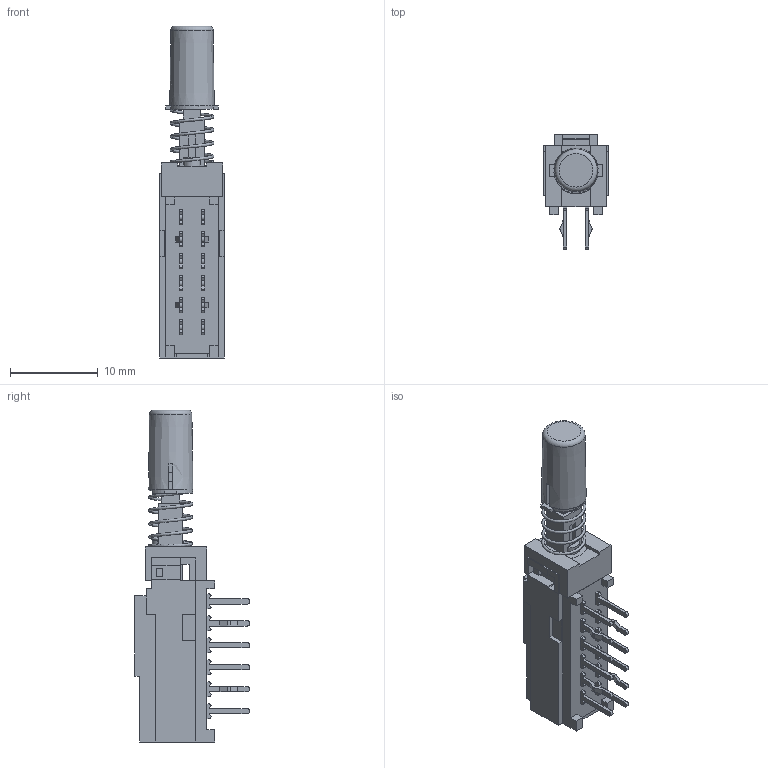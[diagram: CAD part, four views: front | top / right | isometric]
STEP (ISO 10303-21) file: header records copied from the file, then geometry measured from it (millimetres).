
FILE_DESCRIPTION((' '),'2;1');
FILE_NAME('PBH4UxxSNPNAGV1Rxxx.stp','2017-07-25T13:29:59',(' '),(' '),' ','ACIS',' ');
FILE_SCHEMA(('CONFIG_CONTROL_DESIGN'));
Length unit declared in the file: inch
Products named in the file (8): PBH4UxxSNPNAGV1Rxxx.stp; Body1; Body2; Body3; Body4; Body5; Body6; Body7
Assembly tree (7 placements, depth 2):
  PBH4UxxSNPNAGV1Rxxx.stp
    Body1
    Body2
    Body3
    Body4
    Body5
    Body6
    Body7
Bounding box: 7.3 x 13.15 x 37.79 mm (x, y, z)
Volume: 924.6 mm3; surface area: 2274.2 mm2
Topology: 7 solids, 7 shells, 462 faces, 1295 edges, 856 vertices
Faces by surface type: plane 383, cylinder 76, bspline 1, torus 1, cone 1
Entity records: 16470 total; most frequent: CARTESIAN_POINT 3289, ORIENTED_EDGE 2582, DIRECTION 2406, EDGE_CURVE 1291, VECTOR 1122, LINE 1122, VERTEX_POINT 854, AXIS2_PLACEMENT_3D 642
